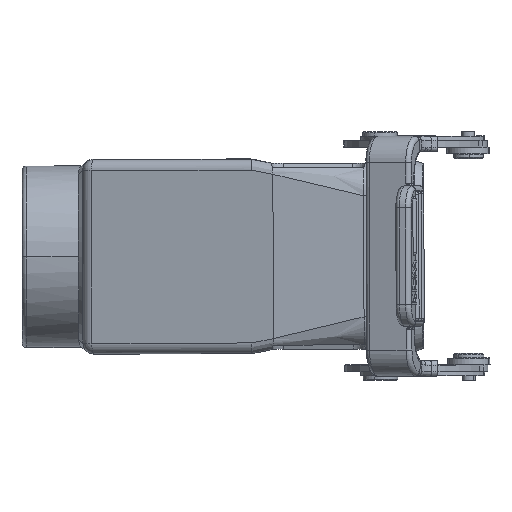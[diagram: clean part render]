
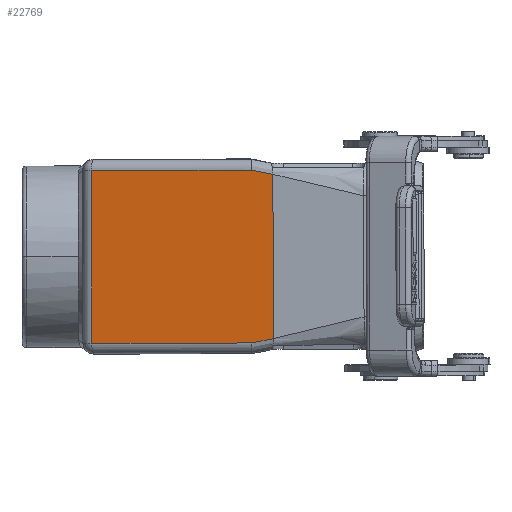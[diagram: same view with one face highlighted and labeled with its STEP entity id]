
A CAD part, left-side view. The second image highlights one B-rep face of the part: STEP entity #22769.
In plain terms, the highlighted planar face has unit normal (-0.982, 0.19, -0.001).
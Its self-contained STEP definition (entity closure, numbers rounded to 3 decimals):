
#3484=CARTESIAN_POINT('',(9.187,18.708,0.037));
#3486=DIRECTION('',(0.19,0.982,-0.002));
#3487=VECTOR('',#3486,37.669);
#3488=CARTESIAN_POINT('',(9.187,18.708,0.037));
#3489=LINE('',#3488,#3487);
#3524=CARTESIAN_POINT('',(8.219,13.705,
-0.953));
#3614=CARTESIAN_POINT('',(8.242,13.623,-38.953));
#3723=DIRECTION('',(-0.19,-0.982,0.002));
#3724=VECTOR('',#3723,37.669);
#3725=CARTESIAN_POINT('',(16.375,55.603,-40.039));
#3726=LINE('',#3725,#3724);
#4074=DIRECTION('',(0.001,-0.002,-1.));
#4075=VECTOR('',#4074,40.);
#4076=CARTESIAN_POINT('',(16.35,55.69,
-0.039));
#4077=LINE('',#4076,#4075);
#4082=DIRECTION('',(0.001,-0.002,-1.));
#4083=VECTOR('',#4082,38.);
#4084=CARTESIAN_POINT('',(8.219,13.705,
-0.953));
#4085=LINE('',#4084,#4083);
#4086=DIRECTION('',(0.187,0.963,-0.195));
#4087=VECTOR('',#4086,5.191);
#4088=CARTESIAN_POINT('',(8.242,13.623,-38.953));
#4089=LINE('',#4088,#4087);
#4090=DIRECTION('',(-0.186,-0.964,-0.191));
#4091=VECTOR('',#4090,5.191);
#4092=CARTESIAN_POINT('',(9.187,18.708,0.037));
#4093=LINE('',#4092,#4091);
#15474=VERTEX_POINT('',#3614);
#15475=CARTESIAN_POINT('',(9.211,18.622,
-39.963));
#15476=VERTEX_POINT('',#15475);
#15479=CARTESIAN_POINT('',(16.375,55.603,
-40.039));
#15480=VERTEX_POINT('',#15479);
#15559=CARTESIAN_POINT('',(16.35,55.69,
-0.039));
#15560=VERTEX_POINT('',#15559);
#15561=VERTEX_POINT('',#3484);
#15563=VERTEX_POINT('',#3524);
#22756=CARTESIAN_POINT('',(12.296,34.655,
-19.996));
#22757=DIRECTION('',(0.982,-0.19,0.001));
#22758=DIRECTION('',(-0.19,-0.982,0.002));
#22759=AXIS2_PLACEMENT_3D('',#22756,#22757,#22758);
#22760=PLANE('',#22759);
#22761=ORIENTED_EDGE('',*,*,#22159,.T.);
#22762=ORIENTED_EDGE('',*,*,#22297,.T.);
#22763=ORIENTED_EDGE('',*,*,#22313,.F.);
#22764=ORIENTED_EDGE('',*,*,#22747,.F.);
#22765=ORIENTED_EDGE('',*,*,#21956,.F.);
#22766=ORIENTED_EDGE('',*,*,#22021,.T.);
#22767=EDGE_LOOP('',(#22761,#22762,#22763,#22764,#22765,#22766));
#22768=FACE_OUTER_BOUND('',#22767,.F.);
#22769=ADVANCED_FACE('',(#22768),#22760,.F.);
#21956=EDGE_CURVE('',#15561,#15560,#3489,.T.);
#22021=EDGE_CURVE('',#15561,#15563,#4093,.T.);
#22159=EDGE_CURVE('',#15563,#15474,#4085,.T.);
#22297=EDGE_CURVE('',#15474,#15476,#4089,.T.);
#22313=EDGE_CURVE('',#15480,#15476,#3726,.T.);
#22747=EDGE_CURVE('',#15560,#15480,#4077,.T.);
